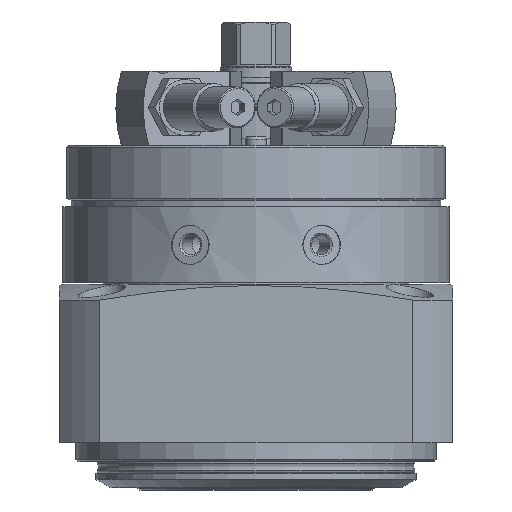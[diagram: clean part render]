
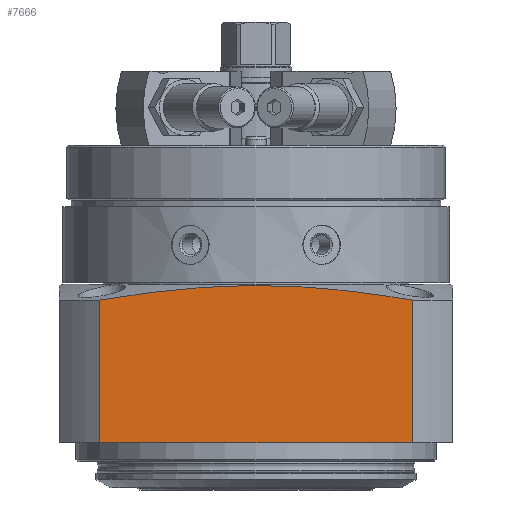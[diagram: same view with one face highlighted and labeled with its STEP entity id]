
A CAD part, front view. The second image highlights one B-rep face of the part: STEP entity #7666.
In plain terms, the highlighted planar face has unit normal (0, -1, 0).
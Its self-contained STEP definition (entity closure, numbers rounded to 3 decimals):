
#113=PLANE('',#8192);
#425=LINE('',#11364,#764);
#426=LINE('',#11366,#765);
#427=LINE('',#11368,#766);
#764=VECTOR('',#9121,1000.);
#765=VECTOR('',#9124,1000.);
#766=VECTOR('',#9125,1000.);
#1100=B_SPLINE_CURVE_WITH_KNOTS('',3,(#11255,#11256,#11257,#11258,#11259,
#11260,#11261,#11262),.UNSPECIFIED.,.F.,.F.,(4,1,1,1,1,4),(0.068,
0.084,0.101,0.109,0.117,
0.134),.UNSPECIFIED.);
#1207=ORIENTED_EDGE('',*,*,#2807,.F.);
#1208=ORIENTED_EDGE('',*,*,#2829,.F.);
#1209=ORIENTED_EDGE('',*,*,#2830,.T.);
#1210=ORIENTED_EDGE('',*,*,#2831,.T.);
#2807=EDGE_CURVE('',#3621,#3622,#1100,.T.);
#2829=EDGE_CURVE('',#3640,#3621,#425,.T.);
#2830=EDGE_CURVE('',#3640,#3641,#426,.T.);
#2831=EDGE_CURVE('',#3641,#3622,#427,.T.);
#3621=VERTEX_POINT('',#11254);
#3622=VERTEX_POINT('',#11263);
#3640=VERTEX_POINT('',#11363);
#3641=VERTEX_POINT('',#11367);
#4668=EDGE_LOOP('',(#1207,#1208,#1209,#1210));
#5436=FACE_BOUND('',#4668,.T.);
#7666=ADVANCED_FACE('',(#5436),#113,.T.);
#8192=AXIS2_PLACEMENT_3D('',#11365,#9122,#9123);
#9121=DIRECTION('',(0.,0.,1.));
#9122=DIRECTION('',(0.,-1.,0.));
#9123=DIRECTION('',(0.,0.,-1.));
#9124=DIRECTION('',(1.,0.,0.));
#9125=DIRECTION('',(0.,0.,1.));
#11254=CARTESIAN_POINT('',(-32.966,-41.5,-32.649));
#11255=CARTESIAN_POINT('',(-32.966,-41.5,-32.649));
#11256=CARTESIAN_POINT('',(-27.553,-41.5,-31.747));
#11257=CARTESIAN_POINT('',(-16.685,-41.5,-30.198));
#11258=CARTESIAN_POINT('',(-2.894,-41.5,-29.415));
#11259=CARTESIAN_POINT('',(8.288,-41.5,-29.716));
#11260=CARTESIAN_POINT('',(19.332,-41.5,-30.579));
#11261=CARTESIAN_POINT('',(27.528,-41.5,-31.743));
#11262=CARTESIAN_POINT('',(32.966,-41.5,-32.649));
#11263=CARTESIAN_POINT('',(32.966,-41.5,-32.649));
#11363=CARTESIAN_POINT('',(-32.966,-41.5,-62.7));
#11364=CARTESIAN_POINT('',(-32.966,-41.5,-62.7));
#11365=CARTESIAN_POINT('',(-32.966,-41.5,-62.7));
#11366=CARTESIAN_POINT('',(-32.966,-41.5,-62.7));
#11367=CARTESIAN_POINT('',(32.966,-41.5,-62.7));
#11368=CARTESIAN_POINT('',(32.966,-41.5,-62.7));
